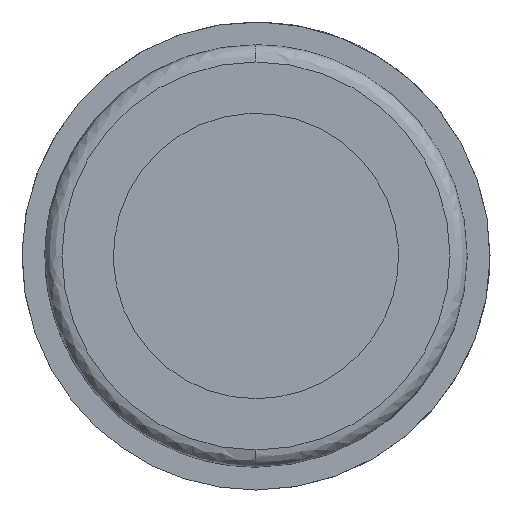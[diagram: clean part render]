
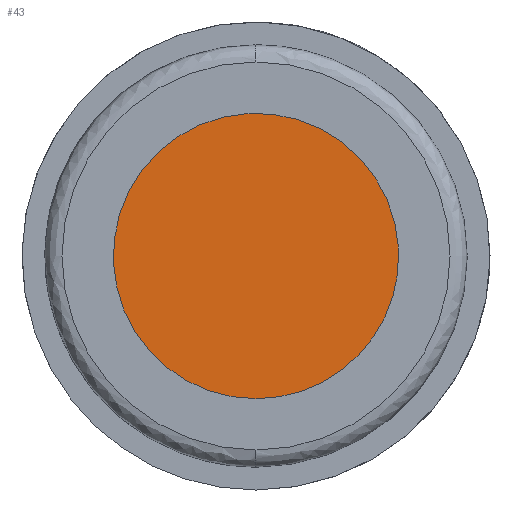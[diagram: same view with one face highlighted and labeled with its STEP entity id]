
A CAD part, front view. The second image highlights one B-rep face of the part: STEP entity #43.
In plain terms, the highlighted planar face has unit normal (0, -1, 0).
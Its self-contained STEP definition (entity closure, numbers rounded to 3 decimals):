
#43=ADVANCED_FACE('',(#101),#100,.F.);
#100=PLANE('',#363);
#101=FACE_OUTER_BOUND('',#364,.T.);
#360=CARTESIAN_POINT('',(-25.981,9.8,-16.25));
#361=DIRECTION('',(0.,1.,0.));
#362=DIRECTION('',(0.,0.,1.));
#363=AXIS2_PLACEMENT_3D('',#360,#361,#362);
#364=EDGE_LOOP('',(#667,#668,#669));
#667=ORIENTED_EDGE('',*,*,#837,.T.);
#668=ORIENTED_EDGE('',*,*,#838,.T.);
#669=ORIENTED_EDGE('',*,*,#839,.T.);
#837=EDGE_CURVE('',#1024,#1025,#1026,.T.);
#838=EDGE_CURVE('',#1025,#1032,#1033,.T.);
#839=EDGE_CURVE('',#1032,#1024,#1039,.T.);
#1024=VERTEX_POINT('',#1565);
#1025=VERTEX_POINT('',#1566);
#1026=CIRCLE('',#1570,12.5);
#1032=VERTEX_POINT('',#1571);
#1033=CIRCLE('',#1575,12.5);
#1039=CIRCLE('',#1579,12.5);
#1565=CARTESIAN_POINT('',(0.,9.8,-12.5));
#1566=CARTESIAN_POINT('',(12.412,9.8,-1.478));
#1567=CARTESIAN_POINT('',(0.,9.8,0.));
#1568=DIRECTION('',(0.,-1.,0.));
#1569=DIRECTION('',(0.,0.,-1.));
#1570=AXIS2_PLACEMENT_3D('',#1567,#1568,#1569);
#1571=CARTESIAN_POINT('',(-12.413,9.8,1.475));
#1572=CARTESIAN_POINT('',(0.,9.8,0.));
#1573=DIRECTION('',(0.,-1.,0.));
#1574=DIRECTION('',(0.,0.,-1.));
#1575=AXIS2_PLACEMENT_3D('',#1572,#1573,#1574);
#1576=CARTESIAN_POINT('',(0.,9.8,0.));
#1577=DIRECTION('',(0.,-1.,0.));
#1578=DIRECTION('',(0.,0.,-1.));
#1579=AXIS2_PLACEMENT_3D('',#1576,#1577,#1578);
